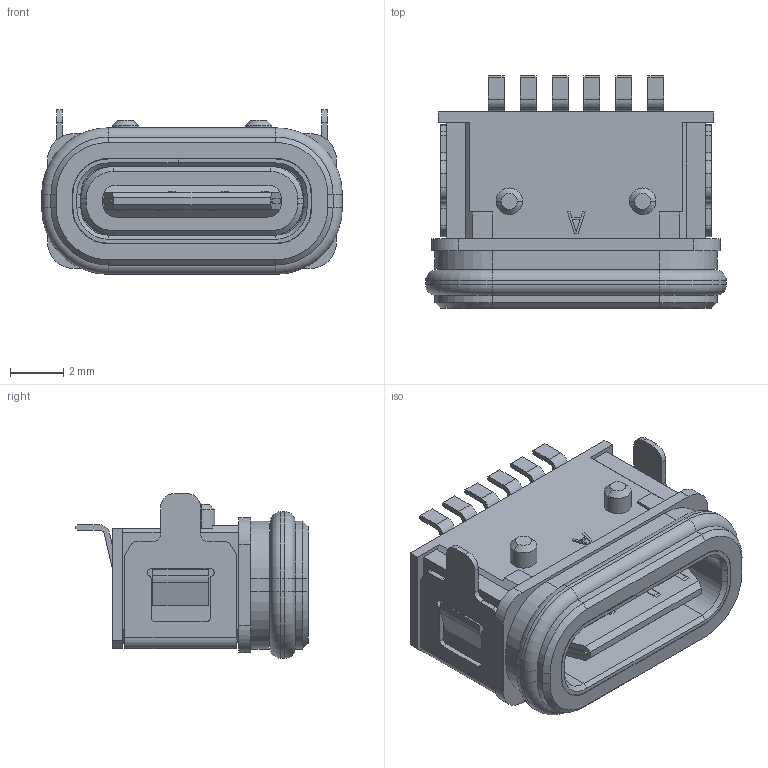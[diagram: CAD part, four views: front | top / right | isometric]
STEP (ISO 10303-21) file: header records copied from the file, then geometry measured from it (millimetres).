
FILE_DESCRIPTION((''),'2;1');
FILE_NAME('MANIFOLD_SOLID_BREP_15844_8_7_1','2023-10-24T',('Administrator'),(''),'PRO/ENGINEER BY PARAMETRIC TECHNOLOGY CORPORATION, 2007090','PRO/ENGINEER BY PARAMETRIC TECHNOLOGY CORPORATION, 2007090','');
FILE_SCHEMA(('CONFIG_CONTROL_DESIGN'));
Length unit declared in the file: millimetre
Products named in the file (1): MANIFOLD_SOLID_BREP_15844_8_7_1
Bounding box: 11.28 x 8.71 x 6.18 mm (x, y, z)
Volume: 260.8 mm3; surface area: 1028.1 mm2
Topology: 1 solids, 1 shells, 666 faces, 1886 edges, 1234 vertices
Faces by surface type: plane 461, cylinder 169, cone 28, torus 8
Entity records: 21577 total; most frequent: CARTESIAN_POINT 3935, ORIENTED_EDGE 3772, DIRECTION 3574, EDGE_CURVE 1886, VECTOR 1450, LINE 1450, VERTEX_POINT 1234, AXIS2_PLACEMENT_3D 1062
